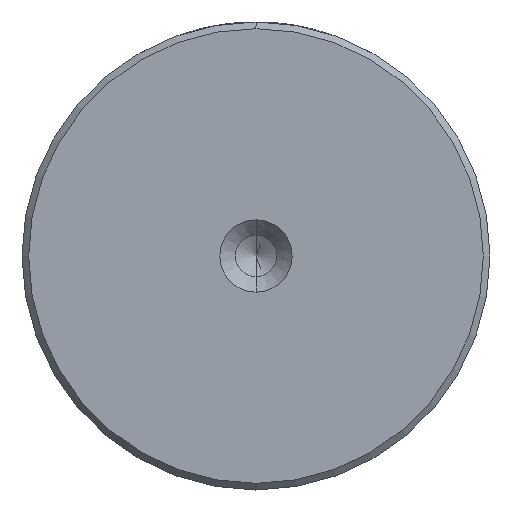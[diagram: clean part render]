
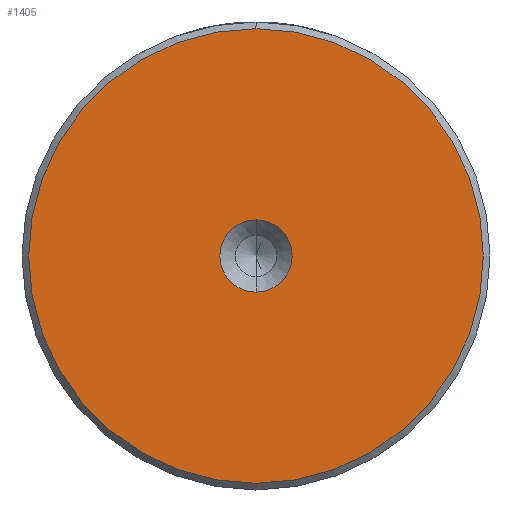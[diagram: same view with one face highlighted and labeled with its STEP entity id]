
A CAD part, left-side view. The second image highlights one B-rep face of the part: STEP entity #1405.
In plain terms, the highlighted planar face has unit normal (-1, 0, 0).
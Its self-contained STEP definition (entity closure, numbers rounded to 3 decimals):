
#11 = PLANE ( 'NONE',  #1912 ) ;
#59 = VERTEX_POINT ( 'NONE', #734 ) ;
#103 = AXIS2_PLACEMENT_3D ( 'NONE', #2036, #744, #2254 ) ;
#167 = VERTEX_POINT ( 'NONE', #723 ) ;
#169 = DIRECTION ( 'NONE',  ( -1., 0., 0. ) ) ;
#246 = CARTESIAN_POINT ( 'NONE',  ( 0., 0., 0. ) ) ;
#415 = EDGE_CURVE ( 'NONE', #59, #934, #2750, .T. ) ;
#505 = DIRECTION ( 'NONE',  ( -1., 0., 0. ) ) ;
#636 = FACE_BOUND ( 'NONE', #1104, .T. ) ;
#723 = CARTESIAN_POINT ( 'NONE',  ( 0., 0., -17. ) ) ;
#734 = CARTESIAN_POINT ( 'NONE',  ( 0., 0., -2.7 ) ) ;
#744 = DIRECTION ( 'NONE',  ( -1., 0., 0. ) ) ;
#840 = VERTEX_POINT ( 'NONE', #2016 ) ;
#934 = VERTEX_POINT ( 'NONE', #2048 ) ;
#938 = AXIS2_PLACEMENT_3D ( 'NONE', #1473, #169, #1694 ) ;
#1019 = DIRECTION ( 'NONE',  ( 0., 0., 1. ) ) ;
#1104 = EDGE_LOOP ( 'NONE', ( #1222, #2474 ) ) ;
#1118 = DIRECTION ( 'NONE',  ( 0., 0., 1. ) ) ;
#1130 = ORIENTED_EDGE ( 'NONE', *, *, #2761, .T. ) ;
#1156 = EDGE_LOOP ( 'NONE', ( #1130, #2691 ) ) ;
#1177 = CIRCLE ( 'NONE', #938, 17. ) ;
#1222 = ORIENTED_EDGE ( 'NONE', *, *, #1526, .F. ) ;
#1225 = DIRECTION ( 'NONE',  ( -1., 0., 0. ) ) ;
#1237 = CARTESIAN_POINT ( 'NONE',  ( 0., 0., 0. ) ) ;
#1405 = ADVANCED_FACE ( 'NONE', ( #1712, #636 ), #11, .T. ) ;
#1439 = CIRCLE ( 'NONE', #103, 2.7 ) ;
#1473 = CARTESIAN_POINT ( 'NONE',  ( 0., 0., 0. ) ) ;
#1526 = EDGE_CURVE ( 'NONE', #934, #59, #1439, .T. ) ;
#1694 = DIRECTION ( 'NONE',  ( 0., 0., 1. ) ) ;
#1712 = FACE_OUTER_BOUND ( 'NONE', #1156, .T. ) ;
#1795 = CARTESIAN_POINT ( 'NONE',  ( 0., 0., 0. ) ) ;
#1814 = EDGE_CURVE ( 'NONE', #840, #167, #1177, .T. ) ;
#1912 = AXIS2_PLACEMENT_3D ( 'NONE', #246, #2430, #1118 ) ;
#2006 = DIRECTION ( 'NONE',  ( 0., 0., 1. ) ) ;
#2016 = CARTESIAN_POINT ( 'NONE',  ( 0., 0., 17. ) ) ;
#2036 = CARTESIAN_POINT ( 'NONE',  ( 0., 0., 0. ) ) ;
#2048 = CARTESIAN_POINT ( 'NONE',  ( 0., 0., 2.7 ) ) ;
#2254 = DIRECTION ( 'NONE',  ( 0., 0., 1. ) ) ;
#2430 = DIRECTION ( 'NONE',  ( -1., 0., 0. ) ) ;
#2474 = ORIENTED_EDGE ( 'NONE', *, *, #415, .F. ) ;
#2664 = AXIS2_PLACEMENT_3D ( 'NONE', #1795, #505, #2006 ) ;
#2691 = ORIENTED_EDGE ( 'NONE', *, *, #1814, .T. ) ;
#2711 = CIRCLE ( 'NONE', #2664, 17. ) ;
#2734 = AXIS2_PLACEMENT_3D ( 'NONE', #1237, #1225, #1019 ) ;
#2750 = CIRCLE ( 'NONE', #2734, 2.7 ) ;
#2761 = EDGE_CURVE ( 'NONE', #167, #840, #2711, .T. ) ;
